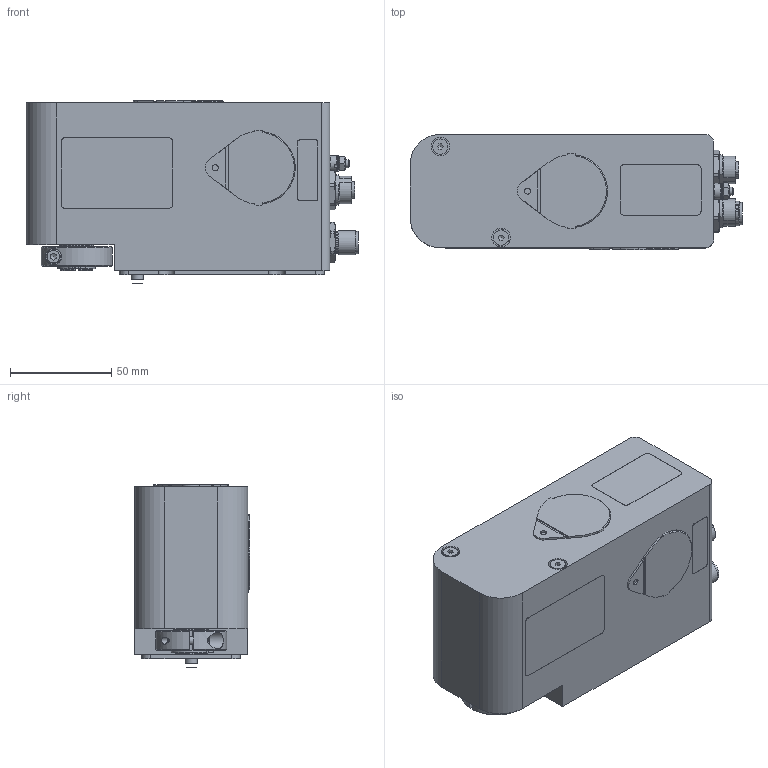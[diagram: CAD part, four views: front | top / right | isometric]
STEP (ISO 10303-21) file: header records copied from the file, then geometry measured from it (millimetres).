
FILE_DESCRIPTION(/* description */ (''),/* implementation_level */ '2;1');
FILE_NAME(/* name */ 'STP-Datei_PSE30x32x-14.stp',/* time_stamp */ '2020-11-05T13:07:51+01:00',/* author */ ('stefan.mueller'),/* organization */ (''),/* preprocessor_version */ 'ST-DEVELOPER v17',/* originating_system */ 'Autodesk Inventor 2018',/* authorisation */ '');
FILE_SCHEMA (('AUTOMOTIVE_DESIGN { 1 0 10303 214 3 1 1 }'));
Length unit declared in the file: millimetre
Products named in the file (1): alt_STP-Datei_PSE30x32x-14_Shrinkwrap_1
Bounding box: 164 x 57.2 x 90 mm (x, y, z)
Volume: 681835.4 mm3; surface area: 60121.4 mm2
Topology: 1 solids, 1 shells, 992 faces, 2693 edges, 1790 vertices
Faces by surface type: plane 521, cylinder 233, bspline 138, cone 83, torus 17
Full cylindrical faces by diameter (mm): 1 x5, 1.1 x8, 1.2 x2, 1.7 x2, 3 x2, 3.4 x4, 3.459 x1, 4 x3, 4.3 x1, 4.5 x3, 6 x5, 7 x1, 7.53 x2, 8 x3, 9 x1, 10.917 x2, 11 x2, 12 x1, 14 x2, 14.4 x1, 16 x1, 16.01 x1, 17 x1
Entity records: 33939 total; most frequent: CARTESIAN_POINT 8360, ORIENTED_EDGE 5378, DIRECTION 4718, EDGE_CURVE 2689, VERTEX_POINT 1790, AXIS2_PLACEMENT_3D 1583, LINE 1552, VECTOR 1552
